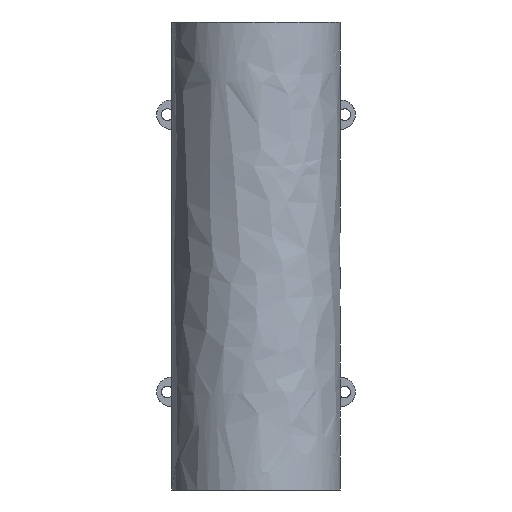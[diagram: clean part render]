
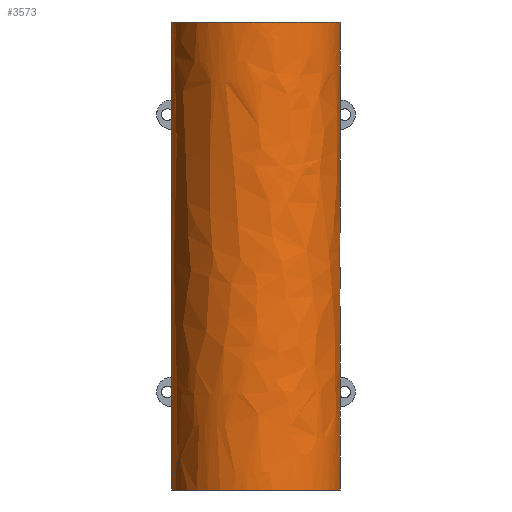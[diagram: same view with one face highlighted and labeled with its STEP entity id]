
A CAD part, front view. The second image highlights one B-rep face of the part: STEP entity #3573.
In plain terms, the highlighted free-form (B-spline) face has degree [2, 1] with [9, 2] control points.
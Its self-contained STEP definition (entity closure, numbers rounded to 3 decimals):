
#2034 = VERTEX_POINT('',#2035);
#2035 = CARTESIAN_POINT('',(17.296,7.048,
    81.089));
#2173 = VERTEX_POINT('',#2174);
#2174 = CARTESIAN_POINT('',(-17.296,7.048,
    81.089));
#2183 = EDGE_CURVE('',#2034,#2173,#2184,.T.);
#2184 = ( BOUNDED_CURVE() B_SPLINE_CURVE(2,(#2185,#2186,#2187),
.UNSPECIFIED.,.F.,.F.) B_SPLINE_CURVE_WITH_KNOTS((3,3),(5.099,
7.467),.PIECEWISE_BEZIER_KNOTS.) CURVE() 
GEOMETRIC_REPRESENTATION_ITEM() RATIONAL_B_SPLINE_CURVE((1.,
0.377,1.)) REPRESENTATION_ITEM('') );
#2185 = CARTESIAN_POINT('',(17.296,7.048,
    81.089));
#2186 = CARTESIAN_POINT('',(0.,49.493,
    81.089));
#2187 = CARTESIAN_POINT('',(-17.296,7.048,
    81.089));
#2204 = EDGE_CURVE('',#2205,#2034,#2207,.T.);
#2205 = VERTEX_POINT('',#2206);
#2206 = CARTESIAN_POINT('',(17.296,7.048,
    84.966));
#2207 = B_SPLINE_CURVE_WITH_KNOTS('',1,(#2208,#2209),.UNSPECIFIED.,.F.,
  .F.,(2,2),(-98.615,-94.115),.PIECEWISE_BEZIER_KNOTS.);
#2208 = CARTESIAN_POINT('',(17.296,7.048,
    84.966));
#2209 = CARTESIAN_POINT('',(17.296,7.048,
    81.089));
#2388 = VERTEX_POINT('',#2389);
#2389 = CARTESIAN_POINT('',(17.296,7.048,
    19.749));
#2527 = VERTEX_POINT('',#2528);
#2528 = CARTESIAN_POINT('',(-17.296,7.048,
    19.749));
#2537 = EDGE_CURVE('',#2388,#2527,#2538,.T.);
#2538 = ( BOUNDED_CURVE() B_SPLINE_CURVE(2,(#2539,#2540,#2541),
.UNSPECIFIED.,.F.,.F.) B_SPLINE_CURVE_WITH_KNOTS((3,3),(5.099,
7.467),.PIECEWISE_BEZIER_KNOTS.) CURVE() 
GEOMETRIC_REPRESENTATION_ITEM() RATIONAL_B_SPLINE_CURVE((1.,
0.377,1.)) REPRESENTATION_ITEM('') );
#2539 = CARTESIAN_POINT('',(17.296,7.048,
    19.749));
#2540 = CARTESIAN_POINT('',(0.,49.493,
    19.749));
#2541 = CARTESIAN_POINT('',(-17.296,7.048,
    19.749));
#2558 = EDGE_CURVE('',#2559,#2388,#2561,.T.);
#2559 = VERTEX_POINT('',#2560);
#2560 = CARTESIAN_POINT('',(17.296,7.048,
    23.627));
#2561 = B_SPLINE_CURVE_WITH_KNOTS('',1,(#2562,#2563),.UNSPECIFIED.,.F.,
  .F.,(2,2),(-27.422,-22.922),.PIECEWISE_BEZIER_KNOTS.);
#2562 = CARTESIAN_POINT('',(17.296,7.048,
    23.627));
#2563 = CARTESIAN_POINT('',(17.296,7.048,
    19.749));
#2742 = VERTEX_POINT('',#2743);
#2743 = CARTESIAN_POINT('',(-17.296,7.048,
    23.627));
#2869 = EDGE_CURVE('',#2742,#2559,#2870,.T.);
#2870 = ( BOUNDED_CURVE() B_SPLINE_CURVE(2,(#2871,#2872,#2873),
.UNSPECIFIED.,.F.,.F.) B_SPLINE_CURVE_WITH_KNOTS((3,3),(5.099,
7.467),.PIECEWISE_BEZIER_KNOTS.) CURVE() 
GEOMETRIC_REPRESENTATION_ITEM() RATIONAL_B_SPLINE_CURVE((1.,
0.377,1.)) REPRESENTATION_ITEM('') );
#2871 = CARTESIAN_POINT('',(-17.296,7.048,
    23.627));
#2872 = CARTESIAN_POINT('',(0.,49.493,
    23.627));
#2873 = CARTESIAN_POINT('',(17.296,7.048,
    23.627));
#2892 = EDGE_CURVE('',#2527,#2742,#2893,.T.);
#2893 = B_SPLINE_CURVE_WITH_KNOTS('',1,(#2894,#2895),.UNSPECIFIED.,.F.,
  .F.,(2,2),(22.922,27.422),.PIECEWISE_BEZIER_KNOTS.);
#2894 = CARTESIAN_POINT('',(-17.296,7.048,
    19.749));
#2895 = CARTESIAN_POINT('',(-17.296,7.048,
    23.627));
#3056 = VERTEX_POINT('',#3057);
#3057 = CARTESIAN_POINT('',(-17.296,7.048,
    84.966));
#3183 = EDGE_CURVE('',#3056,#2205,#3184,.T.);
#3184 = ( BOUNDED_CURVE() B_SPLINE_CURVE(2,(#3185,#3186,#3187),
.UNSPECIFIED.,.F.,.F.) B_SPLINE_CURVE_WITH_KNOTS((3,3),(5.099,
7.467),.PIECEWISE_BEZIER_KNOTS.) CURVE() 
GEOMETRIC_REPRESENTATION_ITEM() RATIONAL_B_SPLINE_CURVE((1.,
0.377,1.)) REPRESENTATION_ITEM('') );
#3185 = CARTESIAN_POINT('',(-17.296,7.048,
    84.966));
#3186 = CARTESIAN_POINT('',(0.,49.493,
    84.966));
#3187 = CARTESIAN_POINT('',(17.296,7.048,
    84.966));
#3206 = EDGE_CURVE('',#2173,#3056,#3207,.T.);
#3207 = B_SPLINE_CURVE_WITH_KNOTS('',1,(#3208,#3209),.UNSPECIFIED.,.F.,
  .F.,(2,2),(94.115,98.615),.PIECEWISE_BEZIER_KNOTS.);
#3208 = CARTESIAN_POINT('',(-17.296,7.048,
    81.089));
#3209 = CARTESIAN_POINT('',(-17.296,7.048,
    84.966));
#3573 = ADVANCED_FACE('',(#3574,#3606,#3612),#3618,.T.);
#3574 = FACE_BOUND('',#3575,.T.);
#3575 = EDGE_LOOP('',(#3576,#3588,#3595,#3605));
#3576 = ORIENTED_EDGE('',*,*,#3577,.F.);
#3577 = EDGE_CURVE('',#3578,#3578,#3580,.T.);
#3578 = VERTEX_POINT('',#3579);
#3579 = CARTESIAN_POINT('',(-18.677,0.,
    103.514));
#3580 = ( BOUNDED_CURVE() B_SPLINE_CURVE(2,(#3581,#3582,#3583,#3584,
#3585,#3586,#3587),.UNSPECIFIED.,.T.,.F.) B_SPLINE_CURVE_WITH_KNOTS((3,2
    ,2,3),(3.142,5.236,7.33,9.425),
.PIECEWISE_BEZIER_KNOTS.) CURVE() GEOMETRIC_REPRESENTATION_ITEM() 
RATIONAL_B_SPLINE_CURVE((1.,0.5,1.,0.5,1.,0.5,1.)) REPRESENTATION_ITEM(
  '') );
#3581 = CARTESIAN_POINT('',(-18.677,0.,
    103.514));
#3582 = CARTESIAN_POINT('',(-18.677,-32.349,
    103.514));
#3583 = CARTESIAN_POINT('',(9.338,-16.174,
    103.514));
#3584 = CARTESIAN_POINT('',(37.353,0.,
    103.514));
#3585 = CARTESIAN_POINT('',(9.338,16.174,
    103.514));
#3586 = CARTESIAN_POINT('',(-18.677,32.349,
    103.514));
#3587 = CARTESIAN_POINT('',(-18.677,0.,
    103.514));
#3588 = ORIENTED_EDGE('',*,*,#3589,.T.);
#3589 = EDGE_CURVE('',#3578,#3590,#3592,.T.);
#3590 = VERTEX_POINT('',#3591);
#3591 = CARTESIAN_POINT('',(-18.677,0.,0.));
#3592 = B_SPLINE_CURVE_WITH_KNOTS('',1,(#3593,#3594),.UNSPECIFIED.,.F.,
  .F.,(2,2),(-120.141,0.),.PIECEWISE_BEZIER_KNOTS.);
#3593 = CARTESIAN_POINT('',(-18.677,0.,
    103.514));
#3594 = CARTESIAN_POINT('',(-18.677,0.,0.));
#3595 = ORIENTED_EDGE('',*,*,#3596,.T.);
#3596 = EDGE_CURVE('',#3590,#3590,#3597,.T.);
#3597 = ( BOUNDED_CURVE() B_SPLINE_CURVE(2,(#3598,#3599,#3600,#3601,
#3602,#3603,#3604),.UNSPECIFIED.,.T.,.F.) B_SPLINE_CURVE_WITH_KNOTS((3,2
    ,2,3),(3.142,5.236,7.33,9.425),
.PIECEWISE_BEZIER_KNOTS.) CURVE() GEOMETRIC_REPRESENTATION_ITEM() 
RATIONAL_B_SPLINE_CURVE((1.,0.5,1.,0.5,1.,0.5,1.)) REPRESENTATION_ITEM(
  '') );
#3598 = CARTESIAN_POINT('',(-18.677,0.,0.));
#3599 = CARTESIAN_POINT('',(-18.677,-32.349,0.));
#3600 = CARTESIAN_POINT('',(9.338,-16.174,0.));
#3601 = CARTESIAN_POINT('',(37.353,0.,0.));
#3602 = CARTESIAN_POINT('',(9.338,16.174,0.));
#3603 = CARTESIAN_POINT('',(-18.677,32.349,0.));
#3604 = CARTESIAN_POINT('',(-18.677,0.,0.));
#3605 = ORIENTED_EDGE('',*,*,#3589,.F.);
#3606 = FACE_BOUND('',#3607,.T.);
#3607 = EDGE_LOOP('',(#3608,#3609,#3610,#3611));
#3608 = ORIENTED_EDGE('',*,*,#2869,.F.);
#3609 = ORIENTED_EDGE('',*,*,#2892,.F.);
#3610 = ORIENTED_EDGE('',*,*,#2537,.F.);
#3611 = ORIENTED_EDGE('',*,*,#2558,.F.);
#3612 = FACE_BOUND('',#3613,.T.);
#3613 = EDGE_LOOP('',(#3614,#3615,#3616,#3617));
#3614 = ORIENTED_EDGE('',*,*,#2183,.F.);
#3615 = ORIENTED_EDGE('',*,*,#2204,.F.);
#3616 = ORIENTED_EDGE('',*,*,#3183,.F.);
#3617 = ORIENTED_EDGE('',*,*,#3206,.F.);
#3618 = ( BOUNDED_SURFACE() B_SPLINE_SURFACE(2,1,(
    (#3619,#3620)
    ,(#3621,#3622)
    ,(#3623,#3624)
    ,(#3625,#3626)
    ,(#3627,#3628)
    ,(#3629,#3630)
    ,(#3631,#3632)
    ,(#3633,#3634)
    ,(#3635,#3636
)),.UNSPECIFIED.,.T.,.F.,.F.) B_SPLINE_SURFACE_WITH_KNOTS((3,2,2,2,3),(2
    ,2),(-3.142,-2.094,0.,2.094,3.142)
,(0.,120.141),.UNSPECIFIED.) GEOMETRIC_REPRESENTATION_ITEM() 
RATIONAL_B_SPLINE_SURFACE((
    (0.75,0.75)
    ,(0.75,0.75)
    ,(1.,1.)
    ,(0.5,0.5)
    ,(1.,1.)
    ,(0.5,0.5)
    ,(1.,1.)
    ,(0.75,0.75)
,(0.75,0.75))) REPRESENTATION_ITEM('') SURFACE() );
#3619 = CARTESIAN_POINT('',(-18.677,0.,0.));
#3620 = CARTESIAN_POINT('',(-18.677,0.,103.514));
#3621 = CARTESIAN_POINT('',(-18.677,-10.783,0.));
#3622 = CARTESIAN_POINT('',(-18.677,-10.783,
    103.514));
#3623 = CARTESIAN_POINT('',(-9.338,-16.174,0.));
#3624 = CARTESIAN_POINT('',(-9.338,-16.174,
    103.514));
#3625 = CARTESIAN_POINT('',(18.677,-32.349,0.));
#3626 = CARTESIAN_POINT('',(18.677,-32.349,
    103.514));
#3627 = CARTESIAN_POINT('',(18.677,0.,0.));
#3628 = CARTESIAN_POINT('',(18.677,0.,103.514));
#3629 = CARTESIAN_POINT('',(18.677,32.349,0.));
#3630 = CARTESIAN_POINT('',(18.677,32.349,
    103.514));
#3631 = CARTESIAN_POINT('',(-9.338,16.174,0.));
#3632 = CARTESIAN_POINT('',(-9.338,16.174,
    103.514));
#3633 = CARTESIAN_POINT('',(-18.677,10.783,0.));
#3634 = CARTESIAN_POINT('',(-18.677,10.783,
    103.514));
#3635 = CARTESIAN_POINT('',(-18.677,0.,0.));
#3636 = CARTESIAN_POINT('',(-18.677,0.,103.514));
